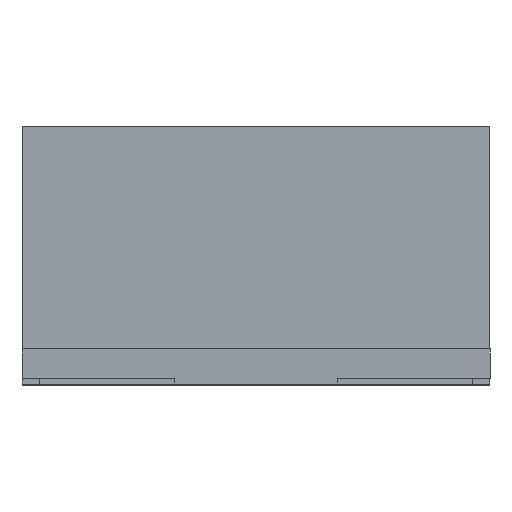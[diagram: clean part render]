
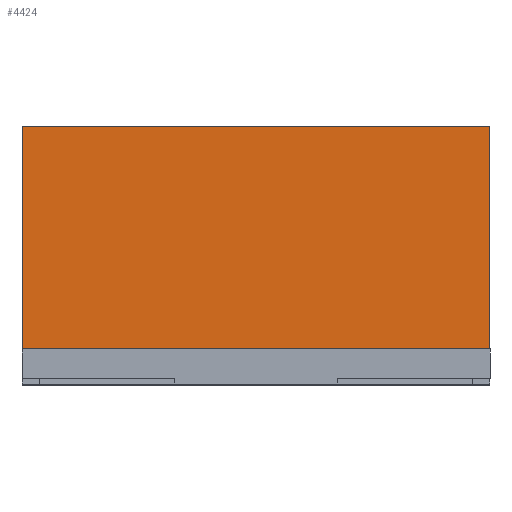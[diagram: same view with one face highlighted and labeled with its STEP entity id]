
A CAD part, top view. The second image highlights one B-rep face of the part: STEP entity #4424.
In plain terms, the highlighted planar face has unit normal (0, 0, 1).
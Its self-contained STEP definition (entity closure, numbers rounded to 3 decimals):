
#62 = EDGE_CURVE ( 'NONE', #3988, #546, #7282, .T. ) ;
#81 = CARTESIAN_POINT ( 'NONE',  ( 1., 0.15, 1.55 ) ) ;
#546 = VERTEX_POINT ( 'NONE', #4271 ) ;
#625 = DIRECTION ( 'NONE',  ( 0., -1., 0. ) ) ;
#628 = EDGE_LOOP ( 'NONE', ( #2132, #5295, #1607, #659 ) ) ;
#659 = ORIENTED_EDGE ( 'NONE', *, *, #62, .F. ) ;
#1336 = LINE ( 'NONE', #81, #2331 ) ;
#1401 = CARTESIAN_POINT ( 'NONE',  ( -1., 5.889, 1.55 ) ) ;
#1489 = VERTEX_POINT ( 'NONE', #6031 ) ;
#1607 = ORIENTED_EDGE ( 'NONE', *, *, #3454, .T. ) ;
#1730 = CARTESIAN_POINT ( 'NONE',  ( 1., 5.889, 1.55 ) ) ;
#2132 = ORIENTED_EDGE ( 'NONE', *, *, #2481, .F. ) ;
#2322 = AXIS2_PLACEMENT_3D ( 'NONE', #5598, #6133, #3850 ) ;
#2331 = VECTOR ( 'NONE', #7552, 1000. ) ;
#2481 = EDGE_CURVE ( 'NONE', #1489, #3988, #6489, .T. ) ;
#2704 = CARTESIAN_POINT ( 'NONE',  ( 1., 1.1, 1.55 ) ) ;
#3159 = DIRECTION ( 'NONE',  ( 0., -1., 0. ) ) ;
#3454 = EDGE_CURVE ( 'NONE', #4219, #546, #1336, .T. ) ;
#3517 = FACE_OUTER_BOUND ( 'NONE', #628, .T. ) ;
#3834 = EDGE_CURVE ( 'NONE', #1489, #4219, #5269, .T. ) ;
#3850 = DIRECTION ( 'NONE',  ( -1., 0., 0. ) ) ;
#3936 = VECTOR ( 'NONE', #625, 1000. ) ;
#3988 = VERTEX_POINT ( 'NONE', #2704 ) ;
#4219 = VERTEX_POINT ( 'NONE', #7074 ) ;
#4271 = CARTESIAN_POINT ( 'NONE',  ( 1., 0.15, 1.55 ) ) ;
#4424 = ADVANCED_FACE ( 'NONE', ( #3517 ), #4920, .F. ) ;
#4920 = PLANE ( 'NONE',  #2322 ) ;
#4926 = VECTOR ( 'NONE', #4967, 1000. ) ;
#4967 = DIRECTION ( 'NONE',  ( 1., 0., 0. ) ) ;
#5269 = LINE ( 'NONE', #1401, #5563 ) ;
#5295 = ORIENTED_EDGE ( 'NONE', *, *, #3834, .T. ) ;
#5563 = VECTOR ( 'NONE', #3159, 1000. ) ;
#5583 = CARTESIAN_POINT ( 'NONE',  ( 1., 1.1, 1.55 ) ) ;
#5598 = CARTESIAN_POINT ( 'NONE',  ( 1., 5.889, 1.55 ) ) ;
#6031 = CARTESIAN_POINT ( 'NONE',  ( -1., 1.1, 1.55 ) ) ;
#6133 = DIRECTION ( 'NONE',  ( 0., 0., -1. ) ) ;
#6489 = LINE ( 'NONE', #5583, #4926 ) ;
#7074 = CARTESIAN_POINT ( 'NONE',  ( -1., 0.15, 1.55 ) ) ;
#7282 = LINE ( 'NONE', #1730, #3936 ) ;
#7552 = DIRECTION ( 'NONE',  ( 1., 0., 0. ) ) ;
